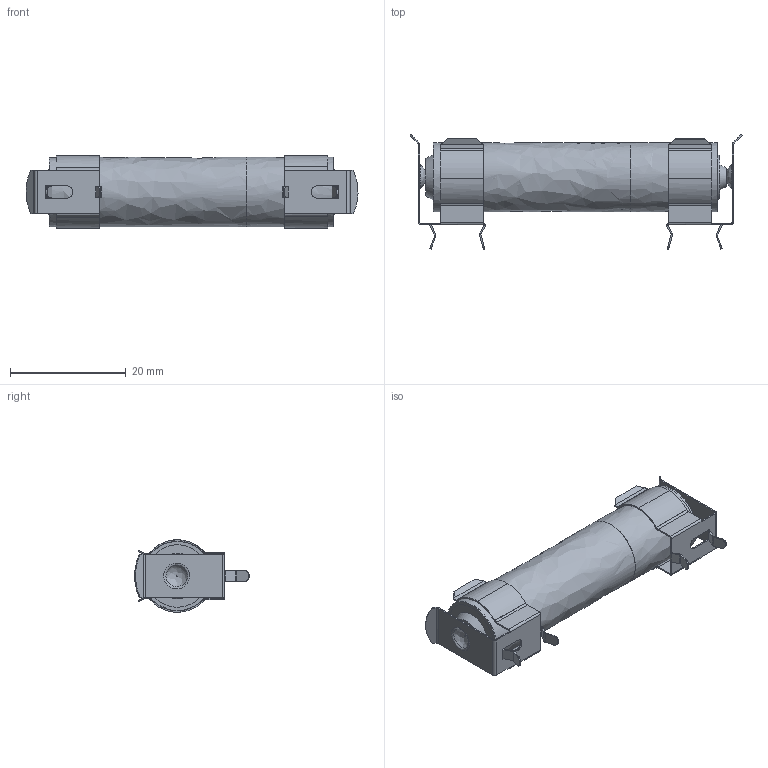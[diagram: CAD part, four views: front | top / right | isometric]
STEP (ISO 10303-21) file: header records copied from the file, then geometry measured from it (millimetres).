
FILE_DESCRIPTION(('FreeCAD Model'),'2;1');
FILE_NAME('Open CASCADE Shape Model','2025-04-28T08:21:26',('FreeCAD'),( 'FreeCAD'),'Open CASCADE STEP processor 7.6','FreeCAD','Unknown');
FILE_SCHEMA(('AUTOMOTIVE_DESIGN { 1 0 10303 214 1 1 1 1 }'));
Length unit declared in the file: millimetre
Products named in the file (1): Open CASCADE STEP translator 7.6 1
Bounding box: 57.24 x 19.78 x 12.5 mm (x, y, z)
Volume: 713.6 mm3; surface area: 6700.1 mm2
Topology: 4 solids, 4 shells, 679 faces, 1627 edges, 991 vertices
Faces by surface type: bspline 679
Entity records: 22715 total; most frequent: CARTESIAN_POINT 12859, ORIENTED_EDGE 3254, EDGE_CURVE 1627, B_SPLINE_CURVE_WITH_KNOTS 1294, VERTEX_POINT 991, FACE_BOUND 718, EDGE_LOOP 718, ADVANCED_FACE 679
